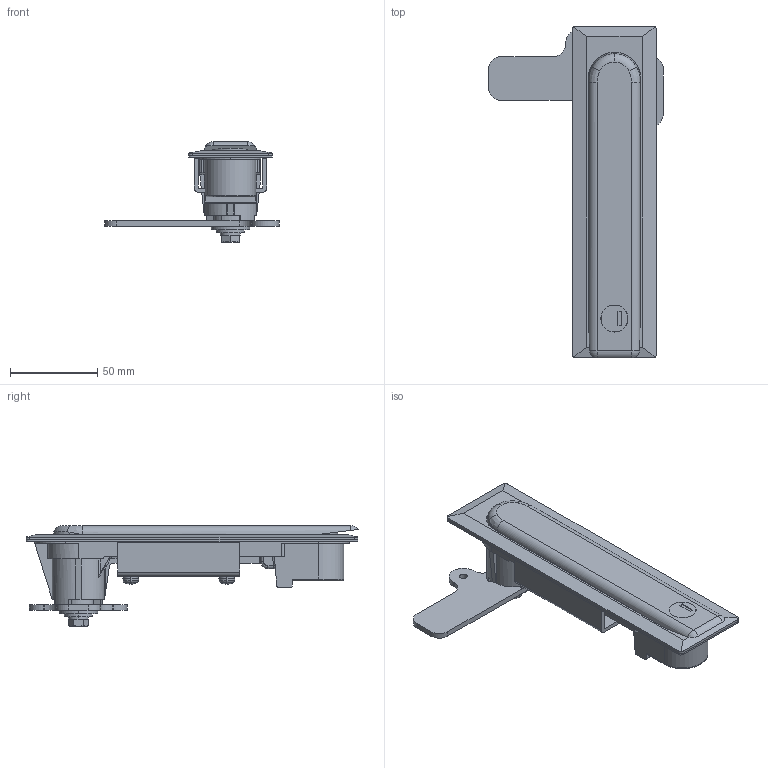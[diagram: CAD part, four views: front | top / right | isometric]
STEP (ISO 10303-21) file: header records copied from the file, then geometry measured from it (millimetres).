
FILE_DESCRIPTION (( 'STEP AP203' ), '1' );
FILE_NAME ('A-484-A-1-TAK60.STEP', '2021-03-07T23:01:23', ( '' ), ( '' ), 'SwSTEP 2.0', 'SolidWorks 2018', '' );
FILE_SCHEMA (( 'CONFIG_CONTROL_DESIGN' ));
Length unit declared in the file: millimetre
Products named in the file (15): A-484-A-1-TAK60_hex head bolt_ver1.06__M6x16十字穴付六角ボルト(鉄)SWシングルセムス(P2); A-484-A-1-TAK60_shaft pin_; A-484-A-1-TAK60_handle_; A-484-A-1-TAK60_stopper plate_; A-484-A-1-TAK60_spacer_; A-484-A-1-TAK60_hold plate_; A-484-A-1-TAK60_stopper_; A-484-A-1-TAK60; A-484-A-1-TAK60_packing_; A-484-A-1-TAK60_rotor__#TAK60-4-0_; A-484-A-1-TAK60_cross-recessed head machine screw_ver1.05__M5x12十字穴付なべ小ねじ(鉄)SWシングルセムス(P2); A-484-A-1-TAK60_shaft_; A-484-A-1-TAK60_attached stopper plate__AC-25-E-1; A-484-A-1-TAK60_body_; A-484-A-1-TAK60_washer_ver1.03__M6平ワッシャー(鉄)φ16×t1.6特寸
Assembly tree (15 placements, depth 2):
  A-484-A-1-TAK60
    A-484-A-1-TAK60_body_
    A-484-A-1-TAK60_handle_
    A-484-A-1-TAK60_stopper plate_
    A-484-A-1-TAK60_shaft pin_
    A-484-A-1-TAK60_shaft_
    A-484-A-1-TAK60_stopper_
    A-484-A-1-TAK60_hex head bolt_ver1.06__M6x16十字穴付六角ボルト(鉄)SWシングルセムス(P2)
    A-484-A-1-TAK60_hold plate_
    A-484-A-1-TAK60_cross-recessed head machine screw_ver1.05__M5x12十字穴付なべ小ねじ(鉄)SWシングルセムス(P2)  x2
    A-484-A-1-TAK60_rotor__#TAK60-4-0_
    A-484-A-1-TAK60_packing_
    A-484-A-1-TAK60_washer_ver1.03__M6平ワッシャー(鉄)φ16×t1.6特寸
    A-484-A-1-TAK60_spacer_
    A-484-A-1-TAK60_attached stopper plate__AC-25-E-1
Bounding box: 100 x 190.09 x 57.5 mm (x, y, z)
Volume: 144619.2 mm3; surface area: 88024.7 mm2
Topology: 15 solids, 15 shells, 665 faces, 1736 edges, 1116 vertices
Faces by surface type: plane 325, cylinder 250, bspline 32, cone 24, torus 24, sphere 10
Entity records: 21883 total; most frequent: CARTESIAN_POINT 5047, ORIENTED_EDGE 3240, DIRECTION 3196, EDGE_CURVE 1620, AXIS2_PLACEMENT_3D 1163, VERTEX_POINT 1044, VECTOR 870, LINE 870
